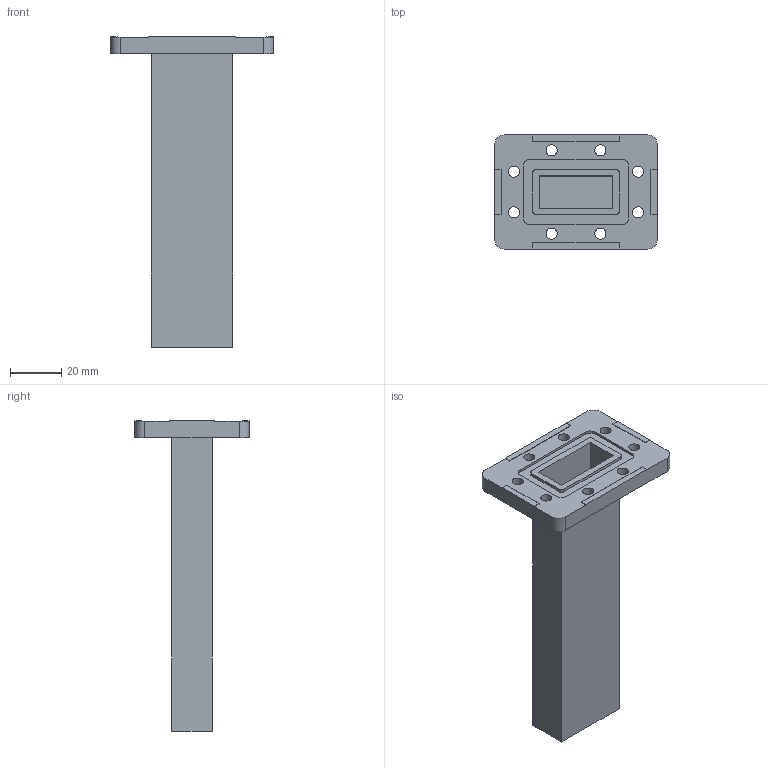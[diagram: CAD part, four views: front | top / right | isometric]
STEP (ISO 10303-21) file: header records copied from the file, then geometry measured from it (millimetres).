
FILE_DESCRIPTION (( 'STEP AP203' ), '1' );
FILE_NAME ('FMWTR1009_3D.step', '2023-04-12T14:43:47', ( '' ), ( '' ), 'SwSTEP 2.0', 'SolidWorks 2022', '' );
FILE_SCHEMA (( 'CONFIG_CONTROL_DESIGN' ));
Length unit declared in the file: inch
Products named in the file (1): FMWTR1009_3D
Bounding box: 63.5 x 44.45 x 120.85 mm (x, y, z)
Volume: 31544.6 mm3; surface area: 28391.4 mm2
Topology: 1 solids, 1 shells, 62 faces, 168 edges, 112 vertices
Faces by surface type: plane 42, cylinder 20
Full cylindrical faces by diameter (mm): 4.318 x8
Entity records: 2023 total; most frequent: CARTESIAN_POINT 335, DIRECTION 326, ORIENTED_EDGE 320, EDGE_CURVE 160, LINE 120, VECTOR 120, VERTEX_POINT 112, AXIS2_PLACEMENT_3D 103
